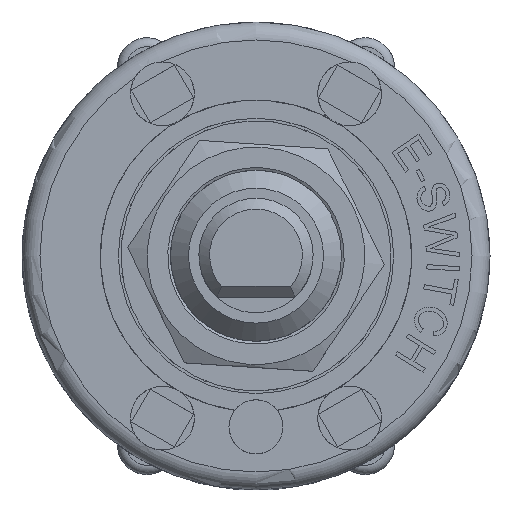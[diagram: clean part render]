
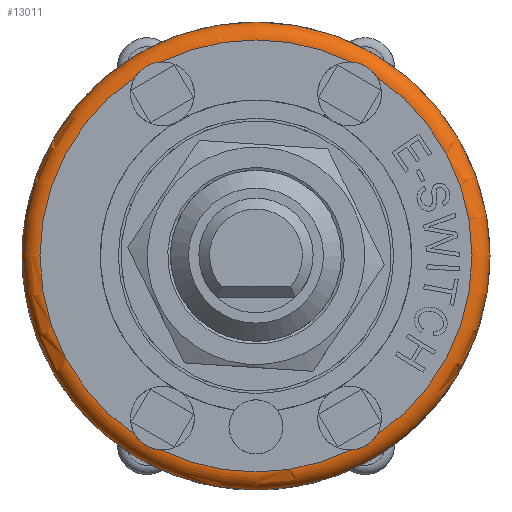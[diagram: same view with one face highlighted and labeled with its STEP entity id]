
A CAD part, top view. The second image highlights one B-rep face of the part: STEP entity #13011.
In plain terms, the highlighted toroidal (fillet/blend) face has major radius 12 mm and minor radius 1 mm.
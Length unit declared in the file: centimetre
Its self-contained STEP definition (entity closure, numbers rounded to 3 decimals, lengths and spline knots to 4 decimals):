
#26=TOROIDAL_SURFACE('',#13665,1.2,0.1);
#1123=B_SPLINE_CURVE_WITH_KNOTS('',3,(#22484,#22485,#22486,#22487,#22488,
#22489,#22490,#22491,#22492,#22493,#22494,#22495),.UNSPECIFIED.,.F.,.F.,
(4,2,2,2,2,4),(-0.2692,-0.2446,-0.216,
-0.1921,-0.1645,-0.1357),.UNSPECIFIED.);
#1124=B_SPLINE_CURVE_WITH_KNOTS('',3,(#22507,#22508,#22509,#22510,#22511,
#22512,#22513,#22514,#22515,#22516,#22517,#22518),.UNSPECIFIED.,.F.,.F.,
(4,2,2,2,2,4),(-0.2692,-0.2446,-0.216,
-0.1921,-0.1645,-0.1357),.UNSPECIFIED.);
#1125=B_SPLINE_CURVE_WITH_KNOTS('',3,(#22535,#22536,#22537,#22538,#22539,
#22540,#22541,#22542,#22543,#22544,#22545,#22546),.UNSPECIFIED.,.F.,.F.,
(4,2,2,2,2,4),(-0.2692,-0.2446,-0.216,
-0.1921,-0.1645,-0.1357),.UNSPECIFIED.);
#1126=B_SPLINE_CURVE_WITH_KNOTS('',3,(#22568,#22569,#22570,#22571,#22572,
#22573,#22574,#22575,#22576,#22577,#22578,#22579),.UNSPECIFIED.,.F.,.F.,
(4,2,2,2,2,4),(-0.2692,-0.2446,-0.216,
-0.1921,-0.1645,-0.1357),.UNSPECIFIED.);
#1782=FACE_OUTER_BOUND('',#2555,.T.);
#2555=EDGE_LOOP('',(#11995,#11996,#11997,#11998,#11999,#12000,#12001,#12002,
#12003,#12004,#12005,#12006));
#5431=CIRCLE('',#13618,1.3);
#5458=CIRCLE('',#13666,0.1);
#5459=CIRCLE('',#13667,1.2);
#5460=CIRCLE('',#13668,1.2);
#5461=CIRCLE('',#13669,1.2);
#5462=CIRCLE('',#13670,1.2);
#5463=CIRCLE('',#13671,1.2);
#6650=VERTEX_POINT('',#22446);
#6658=VERTEX_POINT('',#22482);
#6659=VERTEX_POINT('',#22483);
#6662=VERTEX_POINT('',#22505);
#6663=VERTEX_POINT('',#22506);
#6668=VERTEX_POINT('',#22533);
#6669=VERTEX_POINT('',#22534);
#6676=VERTEX_POINT('',#22566);
#6677=VERTEX_POINT('',#22567);
#6680=VERTEX_POINT('',#22589);
#8467=EDGE_CURVE('',#6650,#6650,#5431,.T.);
#8485=EDGE_CURVE('',#6658,#6659,#1123,.T.);
#8491=EDGE_CURVE('',#6662,#6663,#1124,.T.);
#8499=EDGE_CURVE('',#6668,#6669,#1125,.T.);
#8509=EDGE_CURVE('',#6676,#6677,#1126,.T.);
#8515=EDGE_CURVE('',#6650,#6680,#5458,.T.);
#8516=EDGE_CURVE('',#6680,#6668,#5459,.T.);
#8517=EDGE_CURVE('',#6669,#6662,#5460,.T.);
#8518=EDGE_CURVE('',#6663,#6658,#5461,.T.);
#8519=EDGE_CURVE('',#6659,#6676,#5462,.T.);
#8520=EDGE_CURVE('',#6677,#6680,#5463,.T.);
#11995=ORIENTED_EDGE('',*,*,#8467,.T.);
#11996=ORIENTED_EDGE('',*,*,#8515,.T.);
#11997=ORIENTED_EDGE('',*,*,#8516,.T.);
#11998=ORIENTED_EDGE('',*,*,#8499,.T.);
#11999=ORIENTED_EDGE('',*,*,#8517,.T.);
#12000=ORIENTED_EDGE('',*,*,#8491,.T.);
#12001=ORIENTED_EDGE('',*,*,#8518,.T.);
#12002=ORIENTED_EDGE('',*,*,#8485,.T.);
#12003=ORIENTED_EDGE('',*,*,#8519,.T.);
#12004=ORIENTED_EDGE('',*,*,#8509,.T.);
#12005=ORIENTED_EDGE('',*,*,#8520,.T.);
#12006=ORIENTED_EDGE('',*,*,#8515,.F.);
#13011=ADVANCED_FACE('',(#1782),#26,.T.);
#13618=AXIS2_PLACEMENT_3D('',#22447,#16154,#16155);
#13665=AXIS2_PLACEMENT_3D('',#22588,#16265,#16266);
#13666=AXIS2_PLACEMENT_3D('',#22590,#16267,#16268);
#13667=AXIS2_PLACEMENT_3D('',#22591,#16269,#16270);
#13668=AXIS2_PLACEMENT_3D('',#22592,#16271,#16272);
#13669=AXIS2_PLACEMENT_3D('',#22593,#16273,#16274);
#13670=AXIS2_PLACEMENT_3D('',#22594,#16275,#16276);
#13671=AXIS2_PLACEMENT_3D('',#22595,#16277,#16278);
#16154=DIRECTION('center_axis',(0.,0.,1.));
#16155=DIRECTION('ref_axis',(-1.,0.,0.));
#16265=DIRECTION('center_axis',(0.,0.,-1.));
#16266=DIRECTION('ref_axis',(-1.,0.,0.));
#16267=DIRECTION('center_axis',(0.,-1.,0.));
#16268=DIRECTION('ref_axis',(1.,0.,0.));
#16269=DIRECTION('center_axis',(0.,0.,-1.));
#16270=DIRECTION('ref_axis',(-1.,0.,0.));
#16271=DIRECTION('center_axis',(0.,0.,-1.));
#16272=DIRECTION('ref_axis',(-1.,0.,0.));
#16273=DIRECTION('center_axis',(0.,0.,-1.));
#16274=DIRECTION('ref_axis',(-1.,0.,0.));
#16275=DIRECTION('center_axis',(0.,0.,-1.));
#16276=DIRECTION('ref_axis',(-1.,0.,0.));
#16277=DIRECTION('center_axis',(0.,0.,-1.));
#16278=DIRECTION('ref_axis',(-1.,0.,0.));
#22446=CARTESIAN_POINT('',(1.3,0.,0.95));
#22447=CARTESIAN_POINT('Origin',(0.,0.,0.95));
#22482=CARTESIAN_POINT('',(-0.67,0.9955,1.05));
#22483=CARTESIAN_POINT('',(-0.5271,1.078,1.05));
#22484=CARTESIAN_POINT('Ctrl Pts',(-0.67,0.9955,
1.05));
#22485=CARTESIAN_POINT('Ctrl Pts',(-0.6646,1.0041,
1.05));
#22486=CARTESIAN_POINT('Ctrl Pts',(-0.6583,1.0124,
1.0498));
#22487=CARTESIAN_POINT('Ctrl Pts',(-0.6428,1.0294,
1.0491));
#22488=CARTESIAN_POINT('Ctrl Pts',(-0.6335,1.0377,
1.0488));
#22489=CARTESIAN_POINT('Ctrl Pts',(-0.615,1.051,1.0484));
#22490=CARTESIAN_POINT('Ctrl Pts',(-0.6061,1.0563,
1.0484));
#22491=CARTESIAN_POINT('Ctrl Pts',(-0.5859,1.0659,1.0487));
#22492=CARTESIAN_POINT('Ctrl Pts',(-0.5747,1.07,1.049));
#22493=CARTESIAN_POINT('Ctrl Pts',(-0.551,1.0759,1.0497));
#22494=CARTESIAN_POINT('Ctrl Pts',(-0.539,1.0775,
1.05));
#22495=CARTESIAN_POINT('Ctrl Pts',(-0.5271,1.078,
1.05));
#22505=CARTESIAN_POINT('',(-0.5271,-1.078,1.05));
#22506=CARTESIAN_POINT('',(-0.67,-0.9955,1.05));
#22507=CARTESIAN_POINT('Ctrl Pts',(-0.5271,-1.078,
1.05));
#22508=CARTESIAN_POINT('Ctrl Pts',(-0.5373,-1.0776,
1.05));
#22509=CARTESIAN_POINT('Ctrl Pts',(-0.5476,-1.0763,
1.0498));
#22510=CARTESIAN_POINT('Ctrl Pts',(-0.5701,-1.0714,1.0491));
#22511=CARTESIAN_POINT('Ctrl Pts',(-0.5819,-1.0675,
1.0488));
#22512=CARTESIAN_POINT('Ctrl Pts',(-0.6027,-1.0581,
1.0484));
#22513=CARTESIAN_POINT('Ctrl Pts',(-0.6117,-1.053,
1.0484));
#22514=CARTESIAN_POINT('Ctrl Pts',(-0.6301,-1.0404,
1.0487));
#22515=CARTESIAN_POINT('Ctrl Pts',(-0.6393,-1.0327,
1.049));
#22516=CARTESIAN_POINT('Ctrl Pts',(-0.6562,-1.0151,
1.0497));
#22517=CARTESIAN_POINT('Ctrl Pts',(-0.6637,-1.0055,
1.05));
#22518=CARTESIAN_POINT('Ctrl Pts',(-0.67,-0.9955,
1.05));
#22533=CARTESIAN_POINT('',(0.67,-0.9955,1.05));
#22534=CARTESIAN_POINT('',(0.5271,-1.078,1.05));
#22535=CARTESIAN_POINT('Ctrl Pts',(0.67,-0.9955,
1.05));
#22536=CARTESIAN_POINT('Ctrl Pts',(0.6646,-1.0041,
1.05));
#22537=CARTESIAN_POINT('Ctrl Pts',(0.6583,-1.0124,
1.0498));
#22538=CARTESIAN_POINT('Ctrl Pts',(0.6428,-1.0294,
1.0491));
#22539=CARTESIAN_POINT('Ctrl Pts',(0.6335,-1.0377,
1.0488));
#22540=CARTESIAN_POINT('Ctrl Pts',(0.615,-1.051,
1.0484));
#22541=CARTESIAN_POINT('Ctrl Pts',(0.6061,-1.0563,
1.0484));
#22542=CARTESIAN_POINT('Ctrl Pts',(0.5859,-1.0659,1.0487));
#22543=CARTESIAN_POINT('Ctrl Pts',(0.5747,-1.07,1.049));
#22544=CARTESIAN_POINT('Ctrl Pts',(0.551,-1.0759,
1.0497));
#22545=CARTESIAN_POINT('Ctrl Pts',(0.539,-1.0775,
1.05));
#22546=CARTESIAN_POINT('Ctrl Pts',(0.5271,-1.078,
1.05));
#22566=CARTESIAN_POINT('',(0.5271,1.078,1.05));
#22567=CARTESIAN_POINT('',(0.67,0.9955,1.05));
#22568=CARTESIAN_POINT('Ctrl Pts',(0.5271,1.078,1.05));
#22569=CARTESIAN_POINT('Ctrl Pts',(0.5373,1.0776,1.05));
#22570=CARTESIAN_POINT('Ctrl Pts',(0.5476,1.0763,1.0498));
#22571=CARTESIAN_POINT('Ctrl Pts',(0.5701,1.0714,1.0491));
#22572=CARTESIAN_POINT('Ctrl Pts',(0.5819,1.0675,1.0488));
#22573=CARTESIAN_POINT('Ctrl Pts',(0.6027,1.0581,1.0484));
#22574=CARTESIAN_POINT('Ctrl Pts',(0.6117,1.053,1.0484));
#22575=CARTESIAN_POINT('Ctrl Pts',(0.6301,1.0404,1.0487));
#22576=CARTESIAN_POINT('Ctrl Pts',(0.6393,1.0327,1.049));
#22577=CARTESIAN_POINT('Ctrl Pts',(0.6562,1.0151,1.0497));
#22578=CARTESIAN_POINT('Ctrl Pts',(0.6637,1.0055,1.05));
#22579=CARTESIAN_POINT('Ctrl Pts',(0.67,0.9955,
1.05));
#22588=CARTESIAN_POINT('Origin',(0.,0.,0.95));
#22589=CARTESIAN_POINT('',(1.2,0.,1.05));
#22590=CARTESIAN_POINT('Origin',(1.2,0.,0.95));
#22591=CARTESIAN_POINT('Origin',(0.,0.,1.05));
#22592=CARTESIAN_POINT('Origin',(0.,0.,1.05));
#22593=CARTESIAN_POINT('Origin',(0.,0.,1.05));
#22594=CARTESIAN_POINT('Origin',(0.,0.,1.05));
#22595=CARTESIAN_POINT('Origin',(0.,0.,1.05));
